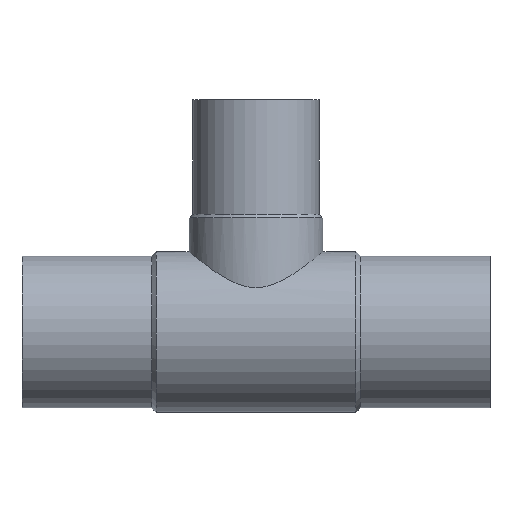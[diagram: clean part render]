
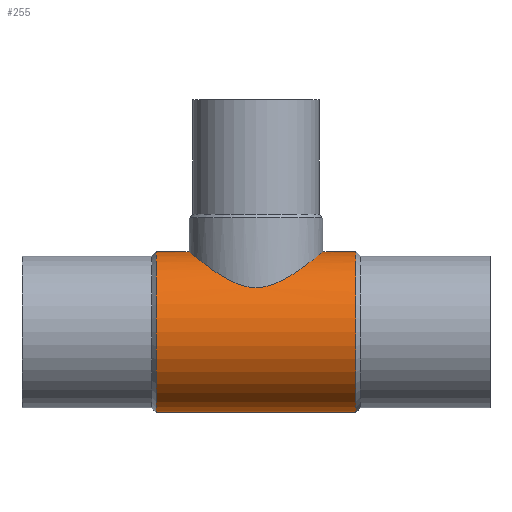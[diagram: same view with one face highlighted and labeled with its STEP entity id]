
A CAD part, top view. The second image highlights one B-rep face of the part: STEP entity #255.
In plain terms, the highlighted cylindrical face has radius 47.7 mm (diameter 95.4 mm), a partial arc.
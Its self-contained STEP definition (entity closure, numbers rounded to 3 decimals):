
#145 = VERTEX_POINT( '', #374 );
#201 = EDGE_CURVE( '', #267, #261, #437, .T. );
#215 = EDGE_CURVE( '', #267, #275, #453, .T. );
#239 = EDGE_CURVE( '', #145, #261, #481, .T. );
#251 = VERTEX_POINT( '', #493 );
#255 = ADVANCED_FACE( '', ( #498 ), #499, .T. );
#257 = EDGE_CURVE( '', #251, #273, #501, .T. );
#261 = VERTEX_POINT( '', #505 );
#267 = VERTEX_POINT( '', #511 );
#273 = VERTEX_POINT( '', #519 );
#275 = VERTEX_POINT( '', #521 );
#279 = EDGE_CURVE( '', #273, #145, #527, .T. );
#329 = EDGE_CURVE( '', #275, #251, #582, .T. );
#374 = CARTESIAN_POINT( '', ( -178.75, 47.7, 0. ) );
#437 = CIRCLE( '', #762, 47.7 );
#453 = LINE( '', #782, #783 );
#481 = LINE( '', #854, #855 );
#493 = CARTESIAN_POINT( '', ( -79.7, 47.7, 0. ) );
#498 = FACE_OUTER_BOUND( '', #906, .T. );
#499 = CYLINDRICAL_SURFACE( '', #907, 47.7 );
#501 = LINE( '', #910, #911 );
#505 = CARTESIAN_POINT( '', ( -198.3, 47.7, 0. ) );
#511 = CARTESIAN_POINT( '', ( -198.3, -47.7, 0. ) );
#519 = CARTESIAN_POINT( '', ( -99.25, 47.7, 0. ) );
#521 = CARTESIAN_POINT( '', ( -79.7, -47.7, 0. ) );
#527 = B_SPLINE_CURVE_WITH_KNOTS( '', 3, ( #942, #943, #944, #945, #946, #947, #948, #949, #950, #951, #952, #953, #954, #955, #956, #957, #958, #959, #960, #961, #962, #963, #964, #965, #966, #967, #968, #969, #970, #971, #972, #973, #974, #975, #976, #977, #978, #979, #980, #981, #982, #983, #984, #985, #986, #987, #988, #989, #990, #991, #992, #993, #994, #995, #996, #997, #998, #999, #1000, #1001, #1002, #1003 ), .UNSPECIFIED., .F., .F., ( 4, 2, 2, 2, 2, 2, 2, 2, 2, 2, 2, 2, 2, 2, 2, 2, 2, 2, 2, 2, 2, 2, 2, 2, 2, 2, 2, 2, 2, 2, 4 ), ( 64.879, 68.85, 72.821, 76.791, 80.762, 84.733, 88.704, 92.675, 96.646, 100.785, 104.924, 109.063, 113.202, 121.48, 125.619, 129.758, 133.897, 138.036, 146.314, 150.453, 154.592, 158.731, 162.87, 166.841, 170.812, 174.783, 178.753, 182.724, 186.695, 190.666, 194.637 ), .UNSPECIFIED. );
#582 = CIRCLE( '', #1137, 47.7 );
#762 = AXIS2_PLACEMENT_3D( '', #1238, #1239, #1240 );
#782 = CARTESIAN_POINT( '', ( -139., -47.7, 0. ) );
#783 = VECTOR( '', #1266, 1. );
#854 = CARTESIAN_POINT( '', ( -139., 47.7, 0. ) );
#855 = VECTOR( '', #1309, 1. );
#906 = EDGE_LOOP( '', ( #1330, #1331, #1332, #1333, #1334, #1335 ) );
#907 = AXIS2_PLACEMENT_3D( '', #1336, #1337, #1338 );
#910 = CARTESIAN_POINT( '', ( -139., 47.7, 0. ) );
#911 = VECTOR( '', #1339, 1. );
#942 = CARTESIAN_POINT( '', ( -99.25, 47.7, 0. ) );
#943 = CARTESIAN_POINT( '', ( -99.25, 47.7, 1.324 ) );
#944 = CARTESIAN_POINT( '', ( -99.316, 47.645, 2.659 ) );
#945 = CARTESIAN_POINT( '', ( -99.586, 47.421, 5.327 ) );
#946 = CARTESIAN_POINT( '', ( -99.789, 47.252, 6.659 ) );
#947 = CARTESIAN_POINT( '', ( -100.329, 46.805, 9.295 ) );
#948 = CARTESIAN_POINT( '', ( -100.666, 46.526, 10.6 ) );
#949 = CARTESIAN_POINT( '', ( -101.467, 45.869, 13.157 ) );
#950 = CARTESIAN_POINT( '', ( -101.93, 45.49, 14.41 ) );
#951 = CARTESIAN_POINT( '', ( -102.971, 44.646, 16.844 ) );
#952 = CARTESIAN_POINT( '', ( -103.549, 44.18, 18.027 ) );
#953 = CARTESIAN_POINT( '', ( -104.804, 43.179, 20.307 ) );
#954 = CARTESIAN_POINT( '', ( -105.481, 42.645, 21.404 ) );
#955 = CARTESIAN_POINT( '', ( -106.915, 41.527, 23.5 ) );
#956 = CARTESIAN_POINT( '', ( -107.673, 40.943, 24.498 ) );
#957 = CARTESIAN_POINT( '', ( -109.245, 39.753, 26.386 ) );
#958 = CARTESIAN_POINT( '', ( -110.061, 39.146, 27.276 ) );
#959 = CARTESIAN_POINT( '', ( -111.76, 37.907, 28.975 ) );
#960 = CARTESIAN_POINT( '', ( -112.678, 37.25, 29.812 ) );
#961 = CARTESIAN_POINT( '', ( -114.607, 35.913, 31.411 ) );
#962 = CARTESIAN_POINT( '', ( -115.618, 35.232, 32.171 ) );
#963 = CARTESIAN_POINT( '', ( -117.721, 33.873, 33.599 ) );
#964 = CARTESIAN_POINT( '', ( -118.813, 33.195, 34.267 ) );
#965 = CARTESIAN_POINT( '', ( -121.068, 31.874, 35.499 ) );
#966 = CARTESIAN_POINT( '', ( -122.231, 31.231, 36.063 ) );
#967 = CARTESIAN_POINT( '', ( -125.813, 29.409, 37.588 ) );
#968 = CARTESIAN_POINT( '', ( -128.325, 28.337, 38.382 ) );
#969 = CARTESIAN_POINT( '', ( -132.234, 27.193, 39.193 ) );
#970 = CARTESIAN_POINT( '', ( -133.561, 26.889, 39.399 ) );
#971 = CARTESIAN_POINT( '', ( -136.254, 26.476, 39.678 ) );
#972 = CARTESIAN_POINT( '', ( -137.62, 26.367, 39.75 ) );
#973 = CARTESIAN_POINT( '', ( -140.38, 26.367, 39.75 ) );
#974 = CARTESIAN_POINT( '', ( -141.746, 26.476, 39.678 ) );
#975 = CARTESIAN_POINT( '', ( -144.439, 26.889, 39.399 ) );
#976 = CARTESIAN_POINT( '', ( -145.766, 27.193, 39.193 ) );
#977 = CARTESIAN_POINT( '', ( -149.675, 28.337, 38.382 ) );
#978 = CARTESIAN_POINT( '', ( -152.187, 29.409, 37.588 ) );
#979 = CARTESIAN_POINT( '', ( -155.769, 31.231, 36.063 ) );
#980 = CARTESIAN_POINT( '', ( -156.932, 31.874, 35.499 ) );
#981 = CARTESIAN_POINT( '', ( -159.187, 33.195, 34.267 ) );
#982 = CARTESIAN_POINT( '', ( -160.279, 33.873, 33.599 ) );
#983 = CARTESIAN_POINT( '', ( -162.382, 35.232, 32.171 ) );
#984 = CARTESIAN_POINT( '', ( -163.393, 35.913, 31.411 ) );
#985 = CARTESIAN_POINT( '', ( -165.322, 37.25, 29.812 ) );
#986 = CARTESIAN_POINT( '', ( -166.24, 37.907, 28.975 ) );
#987 = CARTESIAN_POINT( '', ( -167.939, 39.146, 27.276 ) );
#988 = CARTESIAN_POINT( '', ( -168.755, 39.753, 26.386 ) );
#989 = CARTESIAN_POINT( '', ( -170.327, 40.943, 24.498 ) );
#990 = CARTESIAN_POINT( '', ( -171.085, 41.527, 23.5 ) );
#991 = CARTESIAN_POINT( '', ( -172.519, 42.645, 21.404 ) );
#992 = CARTESIAN_POINT( '', ( -173.196, 43.179, 20.307 ) );
#993 = CARTESIAN_POINT( '', ( -174.451, 44.18, 18.027 ) );
#994 = CARTESIAN_POINT( '', ( -175.029, 44.646, 16.844 ) );
#995 = CARTESIAN_POINT( '', ( -176.07, 45.49, 14.41 ) );
#996 = CARTESIAN_POINT( '', ( -176.533, 45.869, 13.157 ) );
#997 = CARTESIAN_POINT( '', ( -177.334, 46.526, 10.6 ) );
#998 = CARTESIAN_POINT( '', ( -177.671, 46.805, 9.295 ) );
#999 = CARTESIAN_POINT( '', ( -178.211, 47.252, 6.659 ) );
#1000 = CARTESIAN_POINT( '', ( -178.414, 47.421, 5.327 ) );
#1001 = CARTESIAN_POINT( '', ( -178.684, 47.645, 2.659 ) );
#1002 = CARTESIAN_POINT( '', ( -178.75, 47.7, 1.324 ) );
#1003 = CARTESIAN_POINT( '', ( -178.75, 47.7, 0. ) );
#1137 = AXIS2_PLACEMENT_3D( '', #1432, #1433, #1434 );
#1238 = CARTESIAN_POINT( '', ( -198.3, 0., 0. ) );
#1239 = DIRECTION( '', ( -1., 0., 0. ) );
#1240 = DIRECTION( '', ( 0., 1., 0. ) );
#1266 = DIRECTION( '', ( 1., 0., 0. ) );
#1309 = DIRECTION( '', ( -1., 0., 0. ) );
#1330 = ORIENTED_EDGE( '', *, *, #257, .T. );
#1331 = ORIENTED_EDGE( '', *, *, #279, .T. );
#1332 = ORIENTED_EDGE( '', *, *, #239, .T. );
#1333 = ORIENTED_EDGE( '', *, *, #201, .F. );
#1334 = ORIENTED_EDGE( '', *, *, #215, .T. );
#1335 = ORIENTED_EDGE( '', *, *, #329, .T. );
#1336 = CARTESIAN_POINT( '', ( -139., 0., 0. ) );
#1337 = DIRECTION( '', ( 1., 0., 0. ) );
#1338 = DIRECTION( '', ( 0., 1., 0. ) );
#1339 = DIRECTION( '', ( -1., 0., 0. ) );
#1432 = CARTESIAN_POINT( '', ( -79.7, 0., 0. ) );
#1433 = DIRECTION( '', ( -1., 0., 0. ) );
#1434 = DIRECTION( '', ( 0., 1., 0. ) );
